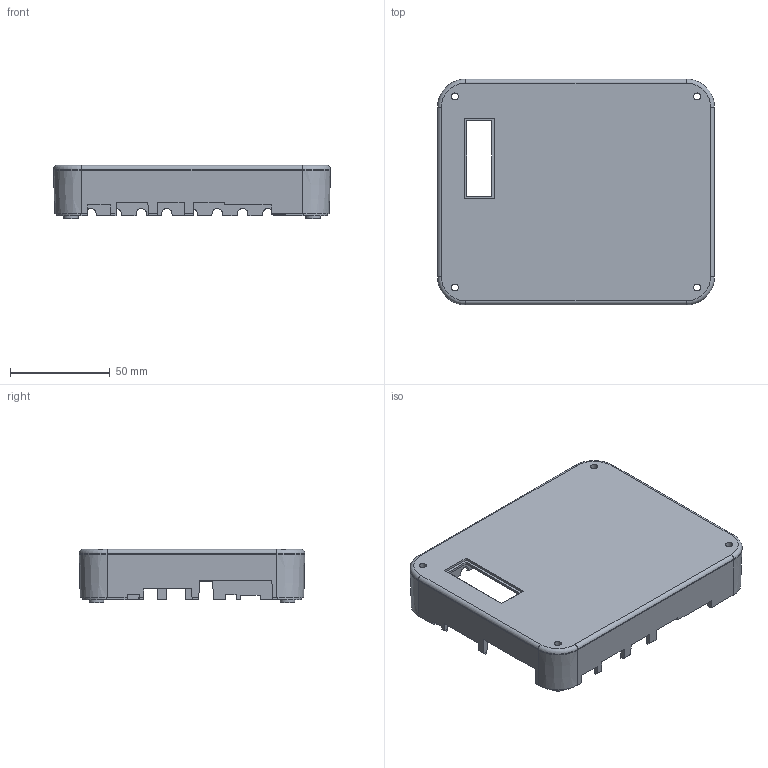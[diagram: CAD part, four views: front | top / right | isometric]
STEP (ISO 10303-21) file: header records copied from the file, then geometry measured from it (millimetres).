
FILE_DESCRIPTION(/* description */ (''),/* implementation_level */ '2;1');
FILE_NAME(/* name */ 'stm32 v0.7b v32 top.step',/* time_stamp */ '2019-12-12T14:28:52+00:00',/* author */ (''),/* organization */ (''),/* preprocessor_version */ 'ST-DEVELOPER v18',/* originating_system */ 'Autodesk Translation Framework v8.12.0.6',/* authorisation */ '');
FILE_SCHEMA (('AUTOMOTIVE_DESIGN { 1 0 10303 214 3 1 1 }'));
Length unit declared in the file: millimetre
Products named in the file (3): stm32 v0.7b; proto3; top_case
Assembly tree (2 placements, depth 3):
  stm32 v0.7b
    proto3
      top_case
Bounding box: 139.01 x 113.35 x 26.8 mm (x, y, z)
Volume: 65675 mm3; surface area: 52396.5 mm2
Topology: 1 solids, 1 shells, 206 faces, 589 edges, 386 vertices
Faces by surface type: plane 153, cylinder 29, cone 12, torus 12
Full cylindrical faces by diameter (mm): 3.5 x4
Entity records: 6996 total; most frequent: CARTESIAN_POINT 1432, ORIENTED_EDGE 1178, DIRECTION 1115, EDGE_CURVE 589, LINE 457, VECTOR 457, VERTEX_POINT 386, AXIS2_PLACEMENT_3D 329
